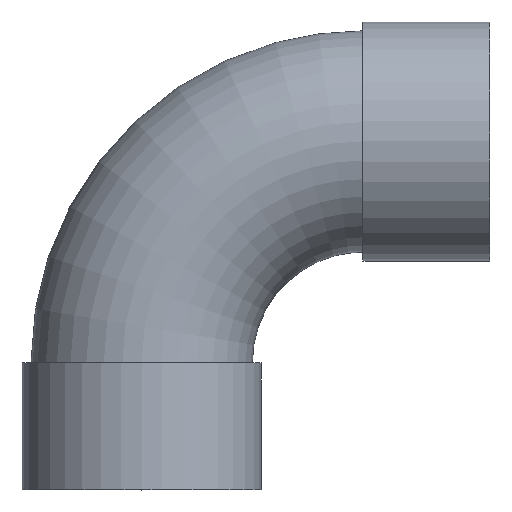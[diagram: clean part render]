
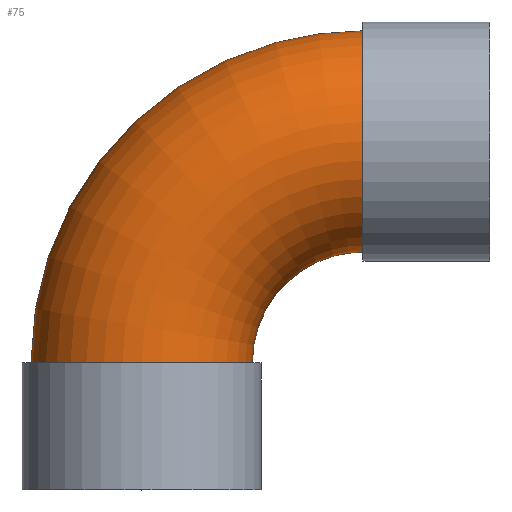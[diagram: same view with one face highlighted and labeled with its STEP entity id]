
A CAD part, top view. The second image highlights one B-rep face of the part: STEP entity #75.
In plain terms, the highlighted toroidal (fillet/blend) face has major radius 75 mm and minor radius 37.5 mm.
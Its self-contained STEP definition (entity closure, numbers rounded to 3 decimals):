
#75 = ADVANCED_FACE( '', ( #146, #147 ), #148, .T. );
#146 = FACE_OUTER_BOUND( '', #208, .T. );
#147 = FACE_OUTER_BOUND( '', #209, .T. );
#148 = TOROIDAL_SURFACE( '', #210, 75., 37.5 );
#208 = EDGE_LOOP( '', ( #274 ) );
#209 = EDGE_LOOP( '', ( #275 ) );
#210 = AXIS2_PLACEMENT_3D( '', #276, #277, #278 );
#274 = ORIENTED_EDGE( '', *, *, #315, .T. );
#275 = ORIENTED_EDGE( '', *, *, #311, .F. );
#276 = CARTESIAN_POINT( '', ( 75., 43., 0. ) );
#277 = DIRECTION( '', ( 0., 0., -1. ) );
#278 = DIRECTION( '', ( -1., 0., 0. ) );
#311 = EDGE_CURVE( '', #342, #342, #343, .T. );
#315 = EDGE_CURVE( '', #348, #348, #349, .T. );
#342 = VERTEX_POINT( '', #378 );
#343 = CIRCLE( '', #379, 37.5 );
#348 = VERTEX_POINT( '', #384 );
#349 = CIRCLE( '', #385, 37.5 );
#378 = CARTESIAN_POINT( '', ( 75., 80.5, 0. ) );
#379 = AXIS2_PLACEMENT_3D( '', #415, #416, #417 );
#384 = CARTESIAN_POINT( '', ( 37.5, 43., 0. ) );
#385 = AXIS2_PLACEMENT_3D( '', #421, #422, #423 );
#415 = CARTESIAN_POINT( '', ( 75., 118., 0. ) );
#416 = DIRECTION( '', ( 1., 0., 0. ) );
#417 = DIRECTION( '', ( 0., -1., 0. ) );
#421 = CARTESIAN_POINT( '', ( 0., 43., 0. ) );
#422 = DIRECTION( '', ( 0., 1., 0. ) );
#423 = DIRECTION( '', ( 1., 0., 0. ) );
